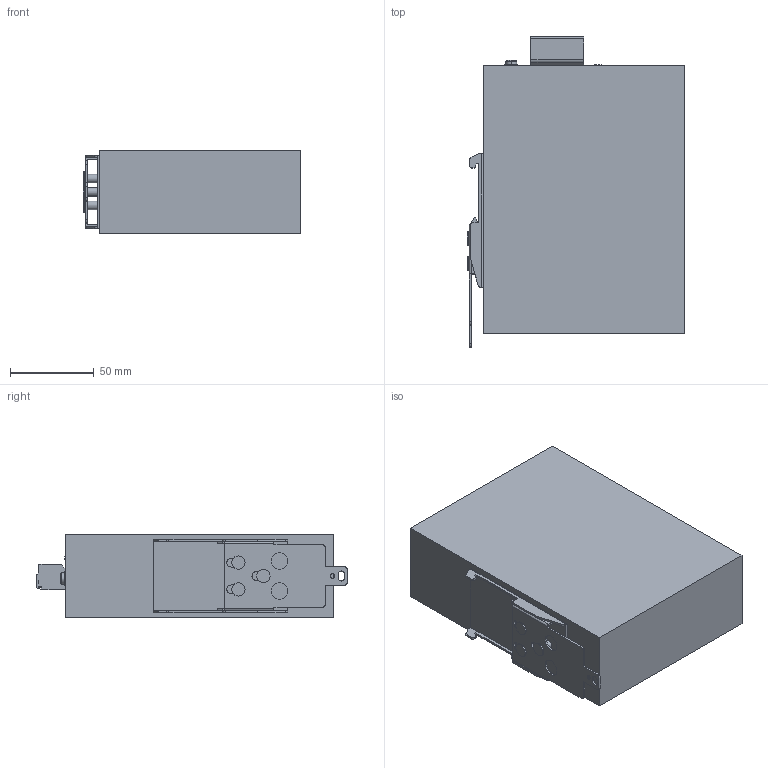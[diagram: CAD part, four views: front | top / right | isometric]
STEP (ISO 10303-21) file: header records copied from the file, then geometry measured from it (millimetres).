
FILE_DESCRIPTION (( 'STEP AP214' ), '1' );
FILE_NAME ('852-1816.STEP', '2025-02-10T19:10:55', ( '' ), ( '' ), 'SwSTEP 2.0', 'SolidWorks 2021', '' );
FILE_SCHEMA (( 'AUTOMOTIVE_DESIGN' ));
Length unit declared in the file: inch
Products named in the file (1): 852-1816
Bounding box: 130.1 x 185.55 x 50 mm (x, y, z)
Volume: 977354.6 mm3; surface area: 79612.4 mm2
Topology: 1 solids, 1 shells, 466 faces, 1233 edges, 820 vertices
Faces by surface type: plane 354, cylinder 107, bspline 5
Entity records: 14464 total; most frequent: CARTESIAN_POINT 2601, ORIENTED_EDGE 2466, DIRECTION 2383, EDGE_CURVE 1233, LINE 1003, VECTOR 1003, VERTEX_POINT 820, AXIS2_PLACEMENT_3D 690
